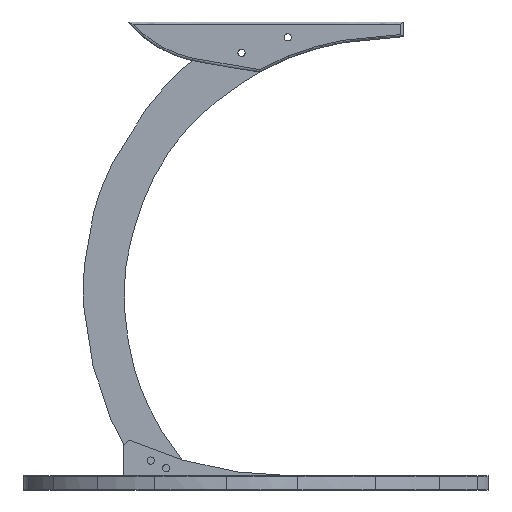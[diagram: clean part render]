
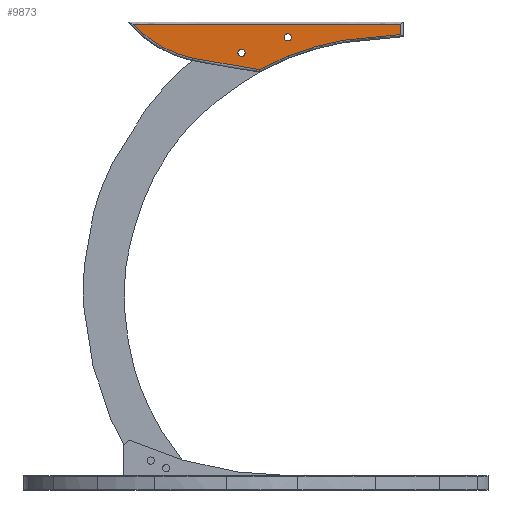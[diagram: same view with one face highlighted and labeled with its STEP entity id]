
A CAD part, front view. The second image highlights one B-rep face of the part: STEP entity #9873.
In plain terms, the highlighted free-form (B-spline) face has degree [1, 1] with [2, 2] control points.
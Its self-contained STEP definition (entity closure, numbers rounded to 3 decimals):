
#9505 = VERTEX_POINT('',#9506);
#9506 = CARTESIAN_POINT('',(-39.226,50.82,
    765.317));
#9511 = EDGE_CURVE('',#9512,#9505,#9514,.T.);
#9512 = VERTEX_POINT('',#9513);
#9513 = CARTESIAN_POINT('',(-25.171,50.82,
    765.317));
#9514 = ( BOUNDED_CURVE() B_SPLINE_CURVE(2,(#9515,#9516,#9517,#9518,
#9519),.UNSPECIFIED.,.F.,.F.) B_SPLINE_CURVE_WITH_KNOTS((3,2,3),(
    3.142,4.712,6.283),
.PIECEWISE_BEZIER_KNOTS.) CURVE() GEOMETRIC_REPRESENTATION_ITEM() 
RATIONAL_B_SPLINE_CURVE((1.,0.707,1.,0.707,1.)) 
REPRESENTATION_ITEM('') );
#9515 = CARTESIAN_POINT('',(-25.171,50.82,
    765.317));
#9516 = CARTESIAN_POINT('',(-25.171,50.82,
    772.344));
#9517 = CARTESIAN_POINT('',(-32.199,50.82,
    772.344));
#9518 = CARTESIAN_POINT('',(-39.226,50.82,
    772.344));
#9519 = CARTESIAN_POINT('',(-39.226,50.82,
    765.317));
#9553 = VERTEX_POINT('',#9554);
#9554 = CARTESIAN_POINT('',(50.486,50.82,
    795.221));
#9559 = EDGE_CURVE('',#9560,#9553,#9562,.T.);
#9560 = VERTEX_POINT('',#9561);
#9561 = CARTESIAN_POINT('',(64.541,50.82,
    795.221));
#9562 = ( BOUNDED_CURVE() B_SPLINE_CURVE(2,(#9563,#9564,#9565,#9566,
#9567),.UNSPECIFIED.,.F.,.F.) B_SPLINE_CURVE_WITH_KNOTS((3,2,3),(
    3.142,4.712,6.283),
.PIECEWISE_BEZIER_KNOTS.) CURVE() GEOMETRIC_REPRESENTATION_ITEM() 
RATIONAL_B_SPLINE_CURVE((1.,0.707,1.,0.707,1.)) 
REPRESENTATION_ITEM('') );
#9563 = CARTESIAN_POINT('',(64.541,50.82,
    795.221));
#9564 = CARTESIAN_POINT('',(64.541,50.82,
    802.248));
#9565 = CARTESIAN_POINT('',(57.513,50.82,
    802.248));
#9566 = CARTESIAN_POINT('',(50.486,50.82,
    802.248));
#9567 = CARTESIAN_POINT('',(50.486,50.82,
    795.221));
#9873 = ADVANCED_FACE('',(#9874,#9943,#9954),#9965,.F.);
#9874 = FACE_BOUND('',#9875,.T.);
#9875 = EDGE_LOOP('',(#9876,#9886,#9894,#9905,#9920,#9931,#9938));
#9876 = ORIENTED_EDGE('',*,*,#9877,.T.);
#9877 = EDGE_CURVE('',#9878,#9880,#9882,.T.);
#9878 = VERTEX_POINT('',#9879);
#9879 = CARTESIAN_POINT('',(-242.637,50.82,
    820.639));
#9880 = VERTEX_POINT('',#9881);
#9881 = CARTESIAN_POINT('',(-127.152,50.82,
    754.751));
#9882 = ( BOUNDED_CURVE() B_SPLINE_CURVE(2,(#9883,#9884,#9885),
.UNSPECIFIED.,.F.,.F.) B_SPLINE_CURVE_WITH_KNOTS((3,3),(3.887,
4.501),.PIECEWISE_BEZIER_KNOTS.) CURVE() 
GEOMETRIC_REPRESENTATION_ITEM() RATIONAL_B_SPLINE_CURVE((1.,
0.953,1.)) REPRESENTATION_ITEM('') );
#9883 = CARTESIAN_POINT('',(-242.637,50.82,
    820.639));
#9884 = CARTESIAN_POINT('',(-195.349,50.82,
    769.372));
#9885 = CARTESIAN_POINT('',(-127.152,50.82,
    754.751));
#9886 = ORIENTED_EDGE('',*,*,#9887,.T.);
#9887 = EDGE_CURVE('',#9880,#9888,#9890,.T.);
#9888 = VERTEX_POINT('',#9889);
#9889 = CARTESIAN_POINT('',(2.372,50.82,
    732.575));
#9890 = ( BOUNDED_CURVE() B_SPLINE_CURVE(2,(#9891,#9892,#9893),
.UNSPECIFIED.,.F.,.F.) B_SPLINE_CURVE_WITH_KNOTS((3,3),(4.501,
4.584),.PIECEWISE_BEZIER_KNOTS.) CURVE() 
GEOMETRIC_REPRESENTATION_ITEM() RATIONAL_B_SPLINE_CURVE((1.,
0.999,1.)) REPRESENTATION_ITEM('') );
#9891 = CARTESIAN_POINT('',(-127.152,50.82,
    754.751));
#9892 = CARTESIAN_POINT('',(-62.852,50.82,
    740.965));
#9893 = CARTESIAN_POINT('',(2.372,50.82,
    732.575));
#9894 = ORIENTED_EDGE('',*,*,#9895,.T.);
#9895 = EDGE_CURVE('',#9888,#9896,#9898,.T.);
#9896 = VERTEX_POINT('',#9897);
#9897 = CARTESIAN_POINT('',(58.629,50.82,
    759.38));
#9898 = B_SPLINE_CURVE_WITH_KNOTS('',3,(#9899,#9900,#9901,#9902,#9903,
    #9904),.UNSPECIFIED.,.F.,.F.,(4,2,4),(0.,0.021,
    0.042),.UNSPECIFIED.);
#9899 = CARTESIAN_POINT('',(2.372,50.82,
    732.575));
#9900 = CARTESIAN_POINT('',(11.446,50.82,
    737.65));
#9901 = CARTESIAN_POINT('',(20.671,50.82,
    742.439));
#9902 = CARTESIAN_POINT('',(39.44,50.82,
    751.384));
#9903 = CARTESIAN_POINT('',(48.97,50.82,
    755.533));
#9904 = CARTESIAN_POINT('',(58.629,50.82,
    759.38));
#9905 = ORIENTED_EDGE('',*,*,#9906,.T.);
#9906 = EDGE_CURVE('',#9896,#9907,#9909,.T.);
#9907 = VERTEX_POINT('',#9908);
#9908 = CARTESIAN_POINT('',(166.156,50.82,
    789.635));
#9909 = B_SPLINE_CURVE_WITH_KNOTS('',3,(#9910,#9911,#9912,#9913,#9914,
    #9915,#9916,#9917,#9918,#9919),.UNSPECIFIED.,.F.,.F.,(4,2,2,2,4),(0.
    ,0.019,0.037,0.056,
    0.075),.UNSPECIFIED.);
#9910 = CARTESIAN_POINT('',(58.629,50.82,
    759.38));
#9911 = CARTESIAN_POINT('',(67.324,50.82,
    762.844));
#9912 = CARTESIAN_POINT('',(76.091,50.82,
    766.055));
#9913 = CARTESIAN_POINT('',(93.755,50.82,
    772.012));
#9914 = CARTESIAN_POINT('',(102.652,50.82,
    774.757));
#9915 = CARTESIAN_POINT('',(120.575,50.82,
    779.793));
#9916 = CARTESIAN_POINT('',(129.6,50.82,
    782.085));
#9917 = CARTESIAN_POINT('',(147.78,50.82,
    786.21));
#9918 = CARTESIAN_POINT('',(156.934,50.82,
    788.043));
#9919 = CARTESIAN_POINT('',(166.156,50.82,
    789.635));
#9920 = ORIENTED_EDGE('',*,*,#9921,.T.);
#9921 = EDGE_CURVE('',#9907,#9922,#9924,.T.);
#9922 = VERTEX_POINT('',#9923);
#9923 = CARTESIAN_POINT('',(277.308,50.82,
    800.78));
#9924 = B_SPLINE_CURVE_WITH_KNOTS('',3,(#9925,#9926,#9927,#9928,#9929,
    #9930),.UNSPECIFIED.,.F.,.F.,(4,2,4),(0.,0.037,
    0.075),.UNSPECIFIED.);
#9925 = CARTESIAN_POINT('',(166.156,50.82,
    789.635));
#9926 = CARTESIAN_POINT('',(184.515,50.82,
    792.805));
#9927 = CARTESIAN_POINT('',(203.023,50.82,
    795.));
#9928 = CARTESIAN_POINT('',(240.124,50.82,
    798.401));
#9929 = CARTESIAN_POINT('',(258.716,50.82,
    799.607));
#9930 = CARTESIAN_POINT('',(277.308,50.82,
    800.78));
#9931 = ORIENTED_EDGE('',*,*,#9932,.T.);
#9932 = EDGE_CURVE('',#9922,#9933,#9935,.T.);
#9933 = VERTEX_POINT('',#9934);
#9934 = CARTESIAN_POINT('',(277.308,50.82,
    820.639));
#9935 = B_SPLINE_CURVE_WITH_KNOTS('',1,(#9936,#9937),.UNSPECIFIED.,.F.,
  .F.,(2,2),(-112.949,-99.667),.PIECEWISE_BEZIER_KNOTS.);
#9936 = CARTESIAN_POINT('',(277.308,50.82,
    800.78));
#9937 = CARTESIAN_POINT('',(277.308,50.82,
    820.639));
#9938 = ORIENTED_EDGE('',*,*,#9939,.T.);
#9939 = EDGE_CURVE('',#9933,#9878,#9940,.T.);
#9940 = B_SPLINE_CURVE_WITH_KNOTS('',1,(#9941,#9942),.UNSPECIFIED.,.F.,
  .F.,(2,2),(-239.69,108.053),.PIECEWISE_BEZIER_KNOTS.);
#9941 = CARTESIAN_POINT('',(277.308,50.82,
    820.639));
#9942 = CARTESIAN_POINT('',(-242.637,50.82,
    820.639));
#9943 = FACE_BOUND('',#9944,.T.);
#9944 = EDGE_LOOP('',(#9945,#9953));
#9945 = ORIENTED_EDGE('',*,*,#9946,.F.);
#9946 = EDGE_CURVE('',#9505,#9512,#9947,.T.);
#9947 = ( BOUNDED_CURVE() B_SPLINE_CURVE(2,(#9948,#9949,#9950,#9951,
#9952),.UNSPECIFIED.,.F.,.F.) B_SPLINE_CURVE_WITH_KNOTS((3,2,3),(0.,
1.571,3.142),.PIECEWISE_BEZIER_KNOTS.) CURVE() 
GEOMETRIC_REPRESENTATION_ITEM() RATIONAL_B_SPLINE_CURVE((1.,
0.707,1.,0.707,1.)) REPRESENTATION_ITEM('') );
#9948 = CARTESIAN_POINT('',(-39.226,50.82,
    765.317));
#9949 = CARTESIAN_POINT('',(-39.226,50.82,
    758.289));
#9950 = CARTESIAN_POINT('',(-32.199,50.82,
    758.289));
#9951 = CARTESIAN_POINT('',(-25.171,50.82,
    758.289));
#9952 = CARTESIAN_POINT('',(-25.171,50.82,
    765.317));
#9953 = ORIENTED_EDGE('',*,*,#9511,.F.);
#9954 = FACE_BOUND('',#9955,.T.);
#9955 = EDGE_LOOP('',(#9956,#9964));
#9956 = ORIENTED_EDGE('',*,*,#9957,.F.);
#9957 = EDGE_CURVE('',#9553,#9560,#9958,.T.);
#9958 = ( BOUNDED_CURVE() B_SPLINE_CURVE(2,(#9959,#9960,#9961,#9962,
#9963),.UNSPECIFIED.,.F.,.F.) B_SPLINE_CURVE_WITH_KNOTS((3,2,3),(0.,
1.571,3.142),.PIECEWISE_BEZIER_KNOTS.) CURVE() 
GEOMETRIC_REPRESENTATION_ITEM() RATIONAL_B_SPLINE_CURVE((1.,
0.707,1.,0.707,1.)) REPRESENTATION_ITEM('') );
#9959 = CARTESIAN_POINT('',(50.486,50.82,
    795.221));
#9960 = CARTESIAN_POINT('',(50.486,50.82,
    788.193));
#9961 = CARTESIAN_POINT('',(57.513,50.82,
    788.193));
#9962 = CARTESIAN_POINT('',(64.541,50.82,
    788.193));
#9963 = CARTESIAN_POINT('',(64.541,50.82,
    795.221));
#9964 = ORIENTED_EDGE('',*,*,#9559,.F.);
#9965 = B_SPLINE_SURFACE_WITH_KNOTS('',1,1,(
    (#9966,#9967)
    ,(#9968,#9969
    )),.UNSPECIFIED.,.F.,.F.,.F.,(2,2),(2,2),(-108.053,
    239.69),(99.667,158.565),
  .PIECEWISE_BEZIER_KNOTS.);
#9966 = CARTESIAN_POINT('',(-242.637,50.82,
    820.639));
#9967 = CARTESIAN_POINT('',(-242.637,50.82,
    732.575));
#9968 = CARTESIAN_POINT('',(277.308,50.82,
    820.639));
#9969 = CARTESIAN_POINT('',(277.308,50.82,
    732.575));
